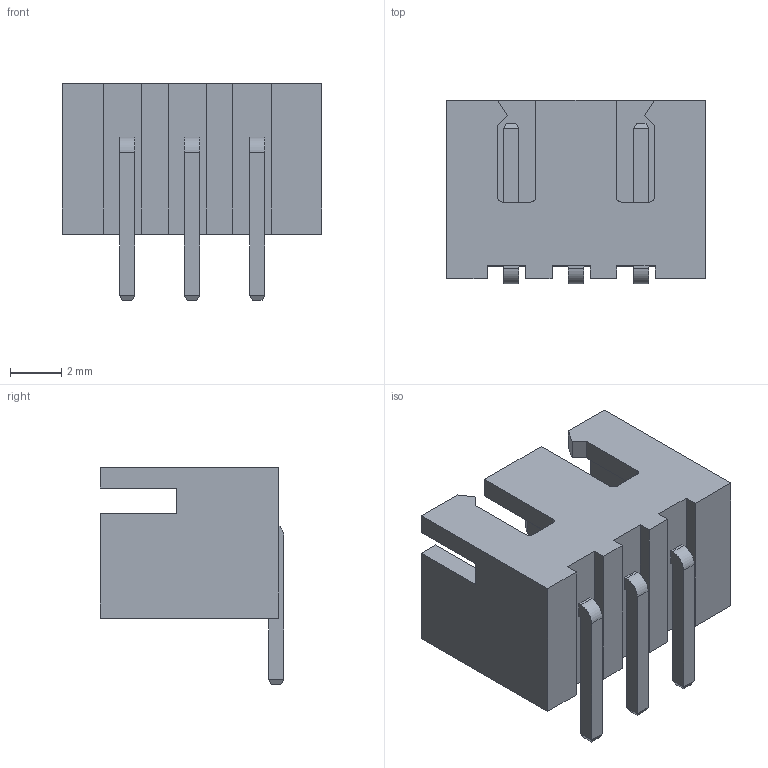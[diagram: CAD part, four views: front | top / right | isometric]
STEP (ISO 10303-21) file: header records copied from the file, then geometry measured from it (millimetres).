
FILE_DESCRIPTION (( 'STEP AP203' ), '1' );
FILE_NAME ('Header 3 pin.STEP', '2015-07-09T03:24:25', ( '' ), ( '' ), 'SwSTEP 2.0', 'SolidWorks 2013', '' );
FILE_SCHEMA (( 'CONFIG_CONTROL_DESIGN' ));
Length unit declared in the file: millimetre
Products named in the file (1): Header 3 pin
Bounding box: 10.16 x 7.2 x 8.5 mm (x, y, z)
Volume: 208.7 mm3; surface area: 562 mm2
Topology: 7 solids, 7 shells, 113 faces, 273 edges, 174 vertices
Faces by surface type: plane 106, cylinder 7
Entity records: 3276 total; most frequent: CARTESIAN_POINT 561, ORIENTED_EDGE 546, DIRECTION 515, EDGE_CURVE 273, VECTOR 259, LINE 259, VERTEX_POINT 174, AXIS2_PLACEMENT_3D 128
